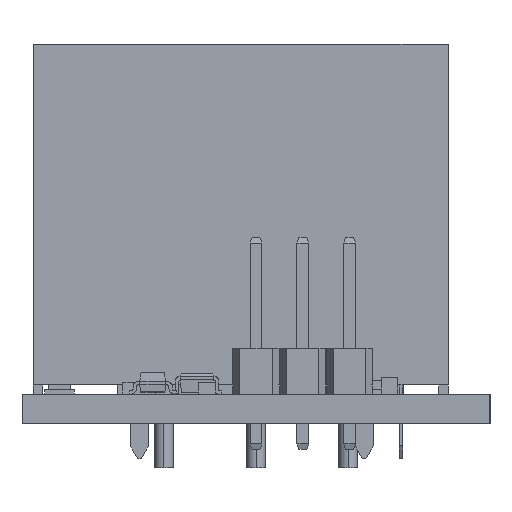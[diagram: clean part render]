
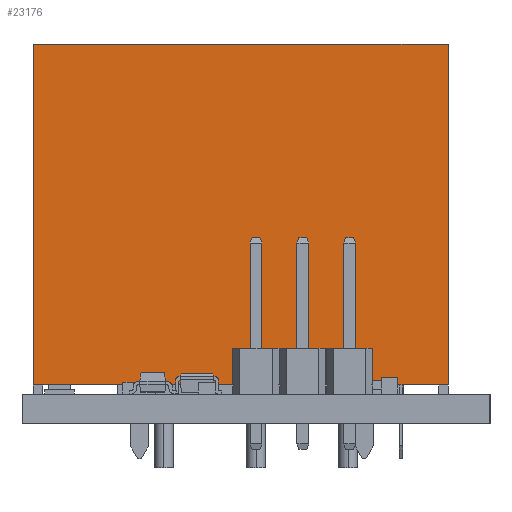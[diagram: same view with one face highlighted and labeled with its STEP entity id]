
A CAD part, left-side view. The second image highlights one B-rep face of the part: STEP entity #23176.
In plain terms, the highlighted planar face has unit normal (-1, 0, 0).
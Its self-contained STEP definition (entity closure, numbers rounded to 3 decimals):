
#465 = DIRECTION ( 'NONE',  ( 0., 0., -1. ) ) ;
#948 = CARTESIAN_POINT ( 'NONE',  ( 5.593, 2.276, 20.575 ) ) ;
#1920 = CARTESIAN_POINT ( 'NONE',  ( 5.593, 24.776, 2.075 ) ) ;
#4241 = DIRECTION ( 'NONE',  ( 0., 0., -1. ) ) ;
#5385 = DIRECTION ( 'NONE',  ( 1., 0., 0. ) ) ;
#8869 = PLANE ( 'NONE',  #17768 ) ;
#10846 = VERTEX_POINT ( 'NONE', #29092 ) ;
#11235 = VERTEX_POINT ( 'NONE', #16457 ) ;
#11699 = FACE_OUTER_BOUND ( 'NONE', #17676, .T. ) ;
#12388 = DIRECTION ( 'NONE',  ( 0., 0., -1. ) ) ;
#13232 = LINE ( 'NONE', #19812, #18664 ) ;
#13623 = ORIENTED_EDGE ( 'NONE', *, *, #19103, .F. ) ;
#14211 = VERTEX_POINT ( 'NONE', #1920 ) ;
#15933 = VECTOR ( 'NONE', #465, 1000. ) ;
#16142 = CARTESIAN_POINT ( 'NONE',  ( 5.593, 24.776, 20.575 ) ) ;
#16457 = CARTESIAN_POINT ( 'NONE',  ( 5.593, 2.276, 2.075 ) ) ;
#17381 = EDGE_CURVE ( 'NONE', #10846, #14211, #39440, .T. ) ;
#17676 = EDGE_LOOP ( 'NONE', ( #44054, #13623, #31155, #26245 ) ) ;
#17768 = AXIS2_PLACEMENT_3D ( 'NONE', #16142, #5385, #12388 ) ;
#18664 = VECTOR ( 'NONE', #23526, 1000. ) ;
#19103 = EDGE_CURVE ( 'NONE', #45356, #11235, #32939, .T. ) ;
#19812 = CARTESIAN_POINT ( 'NONE',  ( 5.593, 2.276, 2.075 ) ) ;
#23176 = ADVANCED_FACE ( 'NONE', ( #11699 ), #8869, .F. ) ;
#23526 = DIRECTION ( 'NONE',  ( 0., 1., 0. ) ) ;
#26245 = ORIENTED_EDGE ( 'NONE', *, *, #17381, .T. ) ;
#28095 = EDGE_CURVE ( 'NONE', #10846, #45356, #28701, .T. ) ;
#28701 = LINE ( 'NONE', #42945, #32700 ) ;
#29092 = CARTESIAN_POINT ( 'NONE',  ( 5.593, 24.776, 20.575 ) ) ;
#31155 = ORIENTED_EDGE ( 'NONE', *, *, #28095, .F. ) ;
#32700 = VECTOR ( 'NONE', #37092, 1000. ) ;
#32939 = LINE ( 'NONE', #948, #15933 ) ;
#37092 = DIRECTION ( 'NONE',  ( 0., -1., 0. ) ) ;
#37454 = VECTOR ( 'NONE', #4241, 1000. ) ;
#38168 = CARTESIAN_POINT ( 'NONE',  ( 5.593, 2.276, 20.575 ) ) ;
#39440 = LINE ( 'NONE', #39910, #37454 ) ;
#39910 = CARTESIAN_POINT ( 'NONE',  ( 5.593, 24.776, 20.575 ) ) ;
#42945 = CARTESIAN_POINT ( 'NONE',  ( 5.593, 24.776, 20.575 ) ) ;
#43474 = EDGE_CURVE ( 'NONE', #11235, #14211, #13232, .T. ) ;
#44054 = ORIENTED_EDGE ( 'NONE', *, *, #43474, .F. ) ;
#45356 = VERTEX_POINT ( 'NONE', #38168 ) ;
